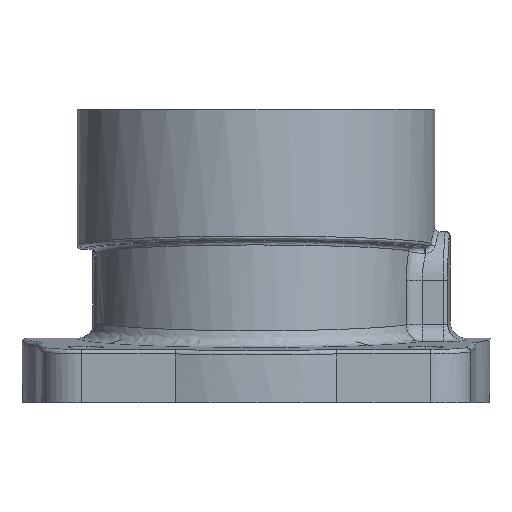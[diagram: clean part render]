
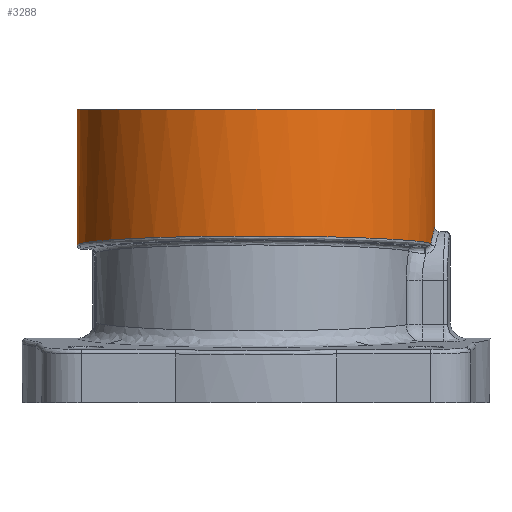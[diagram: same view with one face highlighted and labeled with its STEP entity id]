
A CAD part, left-side view. The second image highlights one B-rep face of the part: STEP entity #3288.
In plain terms, the highlighted cylindrical face has radius 66.675 mm (diameter 133.35 mm), a partial arc.
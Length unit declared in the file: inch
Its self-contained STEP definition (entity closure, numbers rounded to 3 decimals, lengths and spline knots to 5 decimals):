
#759=DIRECTION('',(0.,0.,1.));
#760=VECTOR('',#759,1.99648);
#761=CARTESIAN_POINT('',(0.,2.625,2.39377));
#762=LINE('',#761,#760);
#763=DIRECTION('',(0.,0.,1.));
#764=VECTOR('',#763,1.73399);
#765=CARTESIAN_POINT('',(0.,-2.625,2.65626));
#766=LINE('',#765,#764);
#772=CARTESIAN_POINT('',(0.,0.,4.39025));
#773=DIRECTION('',(0.,0.,1.));
#774=DIRECTION('',(0.,1.,0.));
#775=AXIS2_PLACEMENT_3D('',#772,#773,#774);
#796=CARTESIAN_POINT('',(-0.54516,-2.56777,
2.42166));
#797=CARTESIAN_POINT('',(-0.52316,-2.57244,
2.44465));
#798=CARTESIAN_POINT('',(-0.4786,-2.5813,
2.48558));
#799=CARTESIAN_POINT('',(-0.41235,-2.59269,
2.53395));
#800=CARTESIAN_POINT('',(-0.34844,-2.60202,
2.57127));
#801=CARTESIAN_POINT('',(-0.28788,-2.60939,
2.59949));
#802=CARTESIAN_POINT('',(-0.23116,-2.61499,
2.62031));
#803=CARTESIAN_POINT('',(-0.17838,-2.6191,
2.63523));
#804=CARTESIAN_POINT('',(-0.12936,-2.62195,
2.64546));
#805=CARTESIAN_POINT('',(-0.08363,-2.62379,
2.65199));
#806=CARTESIAN_POINT('',(-0.04074,-2.6248,
2.65552));
#807=CARTESIAN_POINT('',(-0.01334,-2.625,
2.65626));
#808=CARTESIAN_POINT('',(0.,-2.625,2.65626));
#877=CARTESIAN_POINT('',(0.,2.625,2.39377));
#945=CARTESIAN_POINT('',(0.,2.625,2.39377));
#946=CARTESIAN_POINT('',(-0.04834,2.625,2.39624));
#947=CARTESIAN_POINT('',(-0.14997,2.62231,2.40144));
#948=CARTESIAN_POINT('',(-0.31519,2.60794,2.40989));
#949=CARTESIAN_POINT('',(-0.49669,2.57999,2.41918));
#950=CARTESIAN_POINT('',(-0.69556,2.53421,2.42935));
#951=CARTESIAN_POINT('',(-0.91252,2.46519,2.44045));
#952=CARTESIAN_POINT('',(-1.14662,2.36639,2.45243));
#953=CARTESIAN_POINT('',(-1.39582,2.22989,2.46518));
#954=CARTESIAN_POINT('',(-1.65421,2.04706,2.47839));
#955=CARTESIAN_POINT('',(-1.90469,1.81741,2.49121));
#956=CARTESIAN_POINT('',(-2.13058,1.54708,2.50277));
#957=CARTESIAN_POINT('',(-2.32072,1.24402,2.51249));
#958=CARTESIAN_POINT('',(-2.4676,0.91856,2.52001));
#959=CARTESIAN_POINT('',(-2.56873,0.57808,2.52518));
#960=CARTESIAN_POINT('',(-2.62319,0.22709,2.52797));
#961=CARTESIAN_POINT('',(-2.62987,-0.12858,
2.52831));
#962=CARTESIAN_POINT('',(-2.58857,-0.4815,
2.5262));
#963=CARTESIAN_POINT('',(-2.50031,-0.82533,
2.52168));
#964=CARTESIAN_POINT('',(-2.36594,-1.15565,2.51481));
#965=CARTESIAN_POINT('',(-2.18735,-1.46581,2.50567));
#966=CARTESIAN_POINT('',(-1.97025,-1.74637,2.49456));
#967=CARTESIAN_POINT('',(-1.72445,-1.98864,2.48199));
#968=CARTESIAN_POINT('',(-1.46553,-2.18518,2.46874));
#969=CARTESIAN_POINT('',(-1.21125,-2.33439,2.45573));
#970=CARTESIAN_POINT('',(-0.97097,-2.44304,
2.44344));
#971=CARTESIAN_POINT('',(-0.74789,-2.51951,
2.43203));
#972=CARTESIAN_POINT('',(-0.6104,-2.55392,
2.42499));
#973=CARTESIAN_POINT('',(-0.54516,-2.56777,
2.42166));
#1014=CARTESIAN_POINT('',(-0.54516,-2.56777,
2.42166));
#2112=VERTEX_POINT('',#1014);
#2144=VERTEX_POINT('',#877);
#2146=CARTESIAN_POINT('',(0.,-2.625,
2.65625));
#2148=VERTEX_POINT('',#2146);
#2187=CARTESIAN_POINT('',(0.,2.625,4.39025));
#2189=VERTEX_POINT('',#2187);
#2192=CARTESIAN_POINT('',(0.,-2.625,4.39025));
#2194=VERTEX_POINT('',#2192);
#3274=CARTESIAN_POINT('',(0.,0.,4.46875));
#3275=DIRECTION('',(0.,0.,1.));
#3276=DIRECTION('',(0.,-1.,0.));
#3277=AXIS2_PLACEMENT_3D('',#3274,#3275,#3276);
#3278=CYLINDRICAL_SURFACE('',#3277,2.625);
#3279=ORIENTED_EDGE('',*,*,#3224,.T.);
#3280=ORIENTED_EDGE('',*,*,#3263,.F.);
#3282=ORIENTED_EDGE('',*,*,#3281,.F.);
#3284=ORIENTED_EDGE('',*,*,#3283,.F.);
#3285=ORIENTED_EDGE('',*,*,#3257,.T.);
#3286=EDGE_LOOP('',(#3279,#3280,#3282,#3284,#3285));
#3287=FACE_OUTER_BOUND('',#3286,.F.);
#3288=ADVANCED_FACE('',(#3287),#3278,.T.);
#776=CIRCLE('',#775,2.625);
#809=B_SPLINE_CURVE_WITH_KNOTS('',3,(#796,#797,#798,#799,#800,#801,#802,#803,
#804,#805,#806,#807,#808),.UNSPECIFIED.,.F.,.F.,(4,1,1,1,1,1,1,1,1,1,4),(0.,
0.1,0.2,0.3,0.4,0.5,0.6,0.7,0.8,0.9,1.),.UNSPECIFIED.);
#974=B_SPLINE_CURVE_WITH_KNOTS('',3,(#945,#946,#947,#948,#949,#950,#951,#952,
#953,#954,#955,#956,#957,#958,#959,#960,#961,#962,#963,#964,#965,#966,#967,#968,
#969,#970,#971,#972,#973),.UNSPECIFIED.,.F.,.F.,(4,1,1,1,1,1,1,1,1,1,1,1,1,1,1,
1,1,1,1,1,1,1,1,1,1,1,4),(0.,0.03846,0.07692,
0.11538,0.15385,0.19231,0.23077,
0.26923,0.30769,0.34615,0.38462,
0.42308,0.46154,0.5,0.53846,0.57692,
0.61538,0.65385,0.69231,0.73077,
0.76923,0.80769,0.84615,0.88462,
0.92308,0.96154,1.),.UNSPECIFIED.);
#3224=EDGE_CURVE('',#2189,#2194,#776,.T.);
#3257=EDGE_CURVE('',#2144,#2189,#762,.T.);
#3263=EDGE_CURVE('',#2148,#2194,#766,.T.);
#3281=EDGE_CURVE('',#2112,#2148,#809,.T.);
#3283=EDGE_CURVE('',#2144,#2112,#974,.T.);
